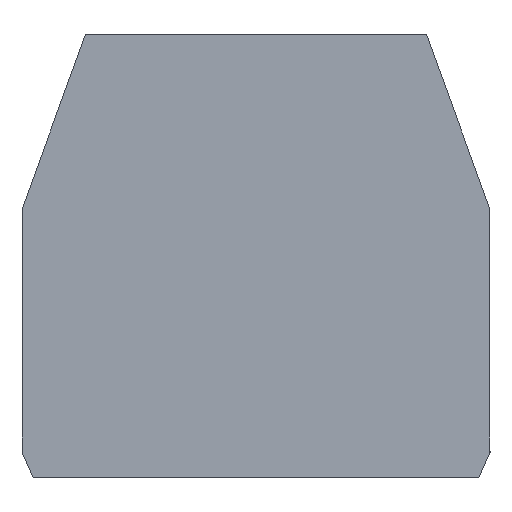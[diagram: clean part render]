
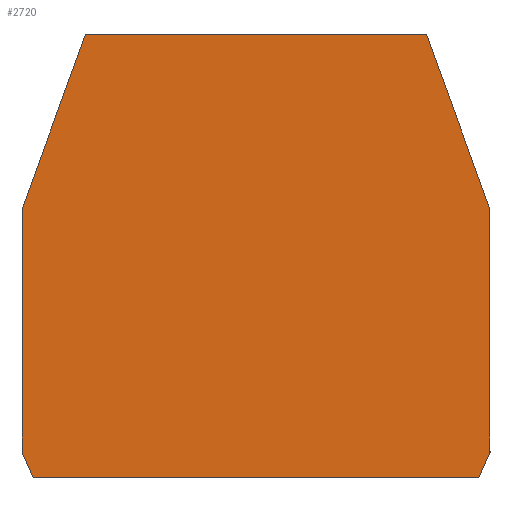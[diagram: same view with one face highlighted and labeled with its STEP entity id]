
A CAD part, left-side view. The second image highlights one B-rep face of the part: STEP entity #2720.
In plain terms, the highlighted face is planar.
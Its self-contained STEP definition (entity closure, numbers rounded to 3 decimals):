
#200=CARTESIAN_POINT('',(122.734,129.668,
-0.672));
#210=VERTEX_POINT('',#200);
#240=CARTESIAN_POINT('',(133.495,100.1,
-0.672));
#250=DIRECTION('',(-0.342,0.94,
0.));
#260=VECTOR('',#250,1.);
#270=LINE('',#240,#260);
#280=CARTESIAN_POINT('',(126.784,118.541,
-0.672));
#290=VERTEX_POINT('',#280);
#300=EDGE_CURVE('',#290,#210,#270,.T.);
#670=CARTESIAN_POINT('',(126.784,103.017,
-0.672));
#680=VERTEX_POINT('',#670);
#710=CARTESIAN_POINT('',(125.474,100.1,
-0.672));
#720=DIRECTION('',(0.41,0.912,
0.));
#730=VECTOR('',#720,1.);
#740=LINE('',#710,#730);
#750=CARTESIAN_POINT('',(126.066,101.418,
-0.672));
#760=VERTEX_POINT('',#750);
#770=EDGE_CURVE('',#760,#680,#740,.T.);
#1000=CARTESIAN_POINT('',(96.884,100.1,
-0.672));
#1010=DIRECTION('',(0.,1.,0.));
#1020=VECTOR('',#1010,1.);
#1030=LINE('',#1000,#1020);
#1040=CARTESIAN_POINT('',(96.884,103.017,
-0.672));
#1050=VERTEX_POINT('',#1040);
#1060=CARTESIAN_POINT('',(96.884,118.541,
-0.672));
#1070=VERTEX_POINT('',#1060);
#1080=EDGE_CURVE('',#1050,#1070,#1030,.T.);
#1590=CARTESIAN_POINT('',(97.601,101.418,
-0.672));
#1600=VERTEX_POINT('',#1590);
#1630=CARTESIAN_POINT('',(98.193,100.1,
-0.672));
#1640=DIRECTION('',(0.41,-0.912,
0.));
#1650=VECTOR('',#1640,1.);
#1660=LINE('',#1630,#1650);
#1670=EDGE_CURVE('',#1050,#1600,#1660,.T.);
#1850=CARTESIAN_POINT('',(120.367,101.418,
-0.672));
#1860=DIRECTION('',(-1.,0.,0.));
#1870=VECTOR('',#1860,1.);
#1880=LINE('',#1850,#1870);
#1890=EDGE_CURVE('',#760,#1600,#1880,.T.);
#2140=CARTESIAN_POINT('',(90.172,100.1,
-0.672));
#2150=DIRECTION('',(0.342,0.94,
0.));
#2160=VECTOR('',#2150,1.);
#2170=LINE('',#2140,#2160);
#2180=CARTESIAN_POINT('',(100.933,129.668,
-0.672));
#2190=VERTEX_POINT('',#2180);
#2200=EDGE_CURVE('',#1070,#2190,#2170,.T.);
#2470=CARTESIAN_POINT('',(110.862,115.33,
-0.672));
#2480=DIRECTION('',(0.,0.,-1.));
#2490=DIRECTION('',(-1.,0.,0.));
#2500=AXIS2_PLACEMENT_3D('',#2470,#2480,#2490);
#2510=PLANE('',#2500);
#2520=CARTESIAN_POINT('',(126.784,100.1,
-0.672));
#2530=DIRECTION('',(0.,1.,0.));
#2540=VECTOR('',#2530,1.);
#2550=LINE('',#2520,#2540);
#2560=EDGE_CURVE('',#680,#290,#2550,.T.);
#2570=ORIENTED_EDGE('',*,*,#2560,.F.);
#2580=ORIENTED_EDGE('',*,*,#300,.F.);
#2590=CARTESIAN_POINT('',(120.367,129.668,
-0.672));
#2600=DIRECTION('',(-1.,0.,0.));
#2610=VECTOR('',#2600,1.);
#2620=LINE('',#2590,#2610);
#2630=EDGE_CURVE('',#210,#2190,#2620,.T.);
#2640=ORIENTED_EDGE('',*,*,#2630,.F.);
#2650=ORIENTED_EDGE('',*,*,#2200,.T.);
#2660=ORIENTED_EDGE('',*,*,#1080,.T.);
#2670=ORIENTED_EDGE('',*,*,#1670,.F.);
#2680=ORIENTED_EDGE('',*,*,#1890,.T.);
#2690=ORIENTED_EDGE('',*,*,#770,.F.);
#2700=EDGE_LOOP('',(#2690,#2680,#2670,#2660,#2650,#2640,#2580,#2570));
#2710=FACE_OUTER_BOUND('',#2700,.T.);
#2720=ADVANCED_FACE('',(#2710),#2510,.T.);
